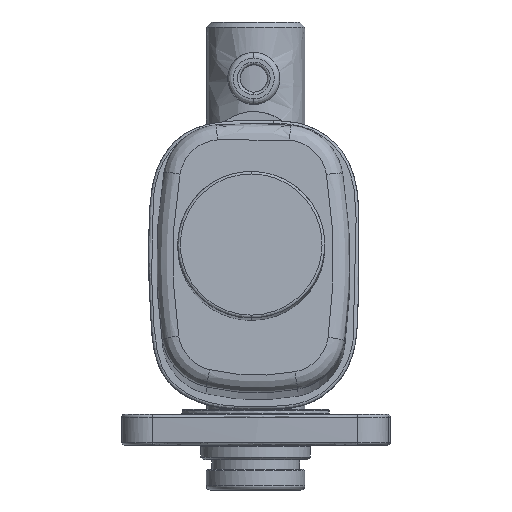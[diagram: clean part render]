
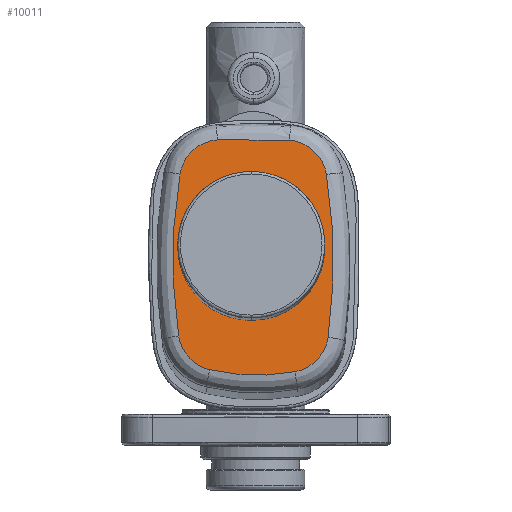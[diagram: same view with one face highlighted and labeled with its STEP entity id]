
A CAD part, front view. The second image highlights one B-rep face of the part: STEP entity #10011.
In plain terms, the highlighted free-form (B-spline) face has degree [1, 1] with [2, 2] control points.
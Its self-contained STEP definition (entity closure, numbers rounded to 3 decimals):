
#877 = VERTEX_POINT('',#878);
#878 = CARTESIAN_POINT('',(-7.786,-74.399,
    -18.021));
#884 = EDGE_CURVE('',#877,#885,#887,.T.);
#885 = VERTEX_POINT('',#886);
#886 = CARTESIAN_POINT('',(-7.786,-70.259,
    32.473));
#887 = ( BOUNDED_CURVE() B_SPLINE_CURVE(2,(#888,#889,#890,#891,#892),
.UNSPECIFIED.,.F.,.F.) B_SPLINE_CURVE_WITH_KNOTS((3,2,3),(0.,
1.571,3.142),.PIECEWISE_BEZIER_KNOTS.) CURVE() 
GEOMETRIC_REPRESENTATION_ITEM() RATIONAL_B_SPLINE_CURVE((1.,
0.707,1.,0.707,1.)) REPRESENTATION_ITEM('') );
#888 = CARTESIAN_POINT('',(-7.786,-74.399,
    -18.021));
#889 = CARTESIAN_POINT('',(-33.118,-74.315,
    -18.028));
#890 = CARTESIAN_POINT('',(-33.118,-72.245,
    7.219));
#891 = CARTESIAN_POINT('',(-33.118,-70.175,
    32.466));
#892 = CARTESIAN_POINT('',(-7.786,-70.259,
    32.473));
#10011 = ADVANCED_FACE('',(#10012,#10023),#10121,.T.);
#10012 = FACE_BOUND('',#10013,.T.);
#10013 = EDGE_LOOP('',(#10014,#10015));
#10014 = ORIENTED_EDGE('',*,*,#884,.T.);
#10015 = ORIENTED_EDGE('',*,*,#10016,.T.);
#10016 = EDGE_CURVE('',#885,#877,#10017,.T.);
#10017 = ( BOUNDED_CURVE() B_SPLINE_CURVE(2,(#10018,#10019,#10020,#10021
,#10022),.UNSPECIFIED.,.F.,.F.) B_SPLINE_CURVE_WITH_KNOTS((3,2,3),(
    3.142,4.712,6.283),
.PIECEWISE_BEZIER_KNOTS.) CURVE() GEOMETRIC_REPRESENTATION_ITEM() 
RATIONAL_B_SPLINE_CURVE((1.,0.707,1.,0.707,1.)) 
REPRESENTATION_ITEM('') );
#10018 = CARTESIAN_POINT('',(-7.786,-70.259,
    32.473));
#10019 = CARTESIAN_POINT('',(17.546,-70.342,
    32.48));
#10020 = CARTESIAN_POINT('',(17.546,-72.412,
    7.233));
#10021 = CARTESIAN_POINT('',(17.546,-74.482,
    -18.015));
#10022 = CARTESIAN_POINT('',(-7.786,-74.399,
    -18.021));
#10023 = FACE_BOUND('',#10024,.T.);
#10024 = EDGE_LOOP('',(#10025,#10035,#10054,#10062,#10079,#10087,#10098,
    #10106));
#10025 = ORIENTED_EDGE('',*,*,#10026,.T.);
#10026 = EDGE_CURVE('',#10027,#10029,#10031,.T.);
#10027 = VERTEX_POINT('',#10028);
#10028 = CARTESIAN_POINT('',(-38.826,-75.257,
    -29.743));
#10029 = VERTEX_POINT('',#10030);
#10030 = CARTESIAN_POINT('',(-25.523,-76.481,
    -44.14));
#10031 = ( BOUNDED_CURVE() B_SPLINE_CURVE(2,(#10032,#10033,#10034),
.UNSPECIFIED.,.F.,.F.) B_SPLINE_CURVE_WITH_KNOTS((3,3),(4.862,
6.051),.PIECEWISE_BEZIER_KNOTS.) CURVE() 
GEOMETRIC_REPRESENTATION_ITEM() RATIONAL_B_SPLINE_CURVE((1.,
0.828,1.)) REPRESENTATION_ITEM('') );
#10032 = CARTESIAN_POINT('',(-38.826,-75.257,
    -29.743));
#10033 = CARTESIAN_POINT('',(-37.063,-76.221,
    -41.429));
#10034 = CARTESIAN_POINT('',(-25.523,-76.481,
    -44.14));
#10035 = ORIENTED_EDGE('',*,*,#10036,.T.);
#10036 = EDGE_CURVE('',#10029,#10037,#10039,.T.);
#10037 = VERTEX_POINT('',#10038);
#10038 = CARTESIAN_POINT('',(10.699,-76.675,
    -45.036));
#10039 = B_SPLINE_CURVE_WITH_KNOTS('',3,(#10040,#10041,#10042,#10043,
    #10044,#10045,#10046,#10047,#10048,#10049,#10050,#10051,#10052,
    #10053),.UNSPECIFIED.,.F.,.F.,(4,2,2,2,2,2,4),(0.,0.008
    ,0.012,0.016,0.02,
    0.023,0.031),.UNSPECIFIED.);
#10040 = CARTESIAN_POINT('',(-25.523,-76.481,
    -44.14));
#10041 = CARTESIAN_POINT('',(-22.558,-76.548,
    -44.837));
#10042 = CARTESIAN_POINT('',(-19.567,-76.603,
    -45.385));
#10043 = CARTESIAN_POINT('',(-15.04,-76.667,
    -45.976));
#10044 = CARTESIAN_POINT('',(-13.523,-76.684,
    -46.133));
#10045 = CARTESIAN_POINT('',(-10.491,-76.714,
    -46.369));
#10046 = CARTESIAN_POINT('',(-8.972,-76.725,
    -46.446));
#10047 = CARTESIAN_POINT('',(-5.931,-76.741,
    -46.522));
#10048 = CARTESIAN_POINT('',(-4.407,-76.746,
    -46.519));
#10049 = CARTESIAN_POINT('',(-1.365,-76.749,
    -46.434));
#10050 = CARTESIAN_POINT('',(0.152,-76.748,
    -46.351));
#10051 = CARTESIAN_POINT('',(4.692,-76.733,
    -45.986));
#10052 = CARTESIAN_POINT('',(7.703,-76.71,
    -45.587));
#10053 = CARTESIAN_POINT('',(10.699,-76.675,
    -45.036));
#10054 = ORIENTED_EDGE('',*,*,#10055,.T.);
#10055 = EDGE_CURVE('',#10037,#10056,#10058,.T.);
#10056 = VERTEX_POINT('',#10057);
#10057 = CARTESIAN_POINT('',(24.877,-75.514,
    -30.306));
#10058 = ( BOUNDED_CURVE() B_SPLINE_CURVE(2,(#10059,#10060,#10061),
.UNSPECIFIED.,.F.,.F.) B_SPLINE_CURVE_WITH_KNOTS((3,3),(0.182,
1.43),.PIECEWISE_BEZIER_KNOTS.) CURVE() 
GEOMETRIC_REPRESENTATION_ITEM() RATIONAL_B_SPLINE_CURVE((1.,
0.812,1.)) REPRESENTATION_ITEM('') );
#10059 = CARTESIAN_POINT('',(10.699,-76.675,
    -45.036));
#10060 = CARTESIAN_POINT('',(23.108,-76.529,
    -42.757));
#10061 = CARTESIAN_POINT('',(24.877,-75.514,
    -30.306));
#10062 = ORIENTED_EDGE('',*,*,#10063,.T.);
#10063 = EDGE_CURVE('',#10056,#10064,#10066,.T.);
#10064 = VERTEX_POINT('',#10065);
#10065 = CARTESIAN_POINT('',(24.193,-69.825,
    39.05));
#10066 = B_SPLINE_CURVE_WITH_KNOTS('',3,(#10067,#10068,#10069,#10070,
    #10071,#10072,#10073,#10074,#10075,#10076,#10077,#10078),
  .UNSPECIFIED.,.F.,.F.,(4,2,2,2,2,4),(0.,0.015,
    0.03,0.037,0.045,
    0.06),.UNSPECIFIED.);
#10067 = CARTESIAN_POINT('',(24.877,-75.514,
    -30.306));
#10068 = CARTESIAN_POINT('',(25.694,-75.045,
    -24.555));
#10069 = CARTESIAN_POINT('',(26.295,-74.574,
    -18.783));
#10070 = CARTESIAN_POINT('',(27.057,-73.626,
    -7.195));
#10071 = CARTESIAN_POINT('',(27.217,-73.151,
    -1.391));
#10072 = CARTESIAN_POINT('',(27.126,-72.437,
    7.316));
#10073 = CARTESIAN_POINT('',(27.041,-72.199,
    10.22));
#10074 = CARTESIAN_POINT('',(26.761,-71.723,
    16.012));
#10075 = CARTESIAN_POINT('',(26.567,-71.485,
    18.903));
#10076 = CARTESIAN_POINT('',(25.823,-70.773,
    27.563));
#10077 = CARTESIAN_POINT('',(25.113,-70.299,
    33.316));
#10078 = CARTESIAN_POINT('',(24.193,-69.825,
    39.05));
#10079 = ORIENTED_EDGE('',*,*,#10080,.T.);
#10080 = EDGE_CURVE('',#10064,#10081,#10083,.T.);
#10081 = VERTEX_POINT('',#10082);
#10082 = CARTESIAN_POINT('',(8.414,-68.573,
    53.688));
#10083 = ( BOUNDED_CURVE() B_SPLINE_CURVE(2,(#10084,#10085,#10086),
.UNSPECIFIED.,.F.,.F.) B_SPLINE_CURVE_WITH_KNOTS((3,3),(1.729,
3.055),.PIECEWISE_BEZIER_KNOTS.) CURVE() 
GEOMETRIC_REPRESENTATION_ITEM() RATIONAL_B_SPLINE_CURVE((1.,
0.788,1.)) REPRESENTATION_ITEM('') );
#10084 = CARTESIAN_POINT('',(24.193,-69.825,
    39.05));
#10085 = CARTESIAN_POINT('',(22.036,-68.715,
    52.507));
#10086 = CARTESIAN_POINT('',(8.414,-68.573,
    53.688));
#10087 = ORIENTED_EDGE('',*,*,#10088,.T.);
#10088 = EDGE_CURVE('',#10081,#10089,#10091,.T.);
#10089 = VERTEX_POINT('',#10090);
#10090 = CARTESIAN_POINT('',(-22.256,-68.457,
    53.856));
#10091 = B_SPLINE_CURVE_WITH_KNOTS('',3,(#10092,#10093,#10094,#10095,
    #10096,#10097),.UNSPECIFIED.,.F.,.F.,(4,2,4),(0.,0.013,
    0.026),.UNSPECIFIED.);
#10092 = CARTESIAN_POINT('',(8.414,-68.573,
    53.688));
#10093 = CARTESIAN_POINT('',(3.314,-68.52,
    54.131));
#10094 = CARTESIAN_POINT('',(-1.801,-68.483,
    54.367));
#10095 = CARTESIAN_POINT('',(-12.037,-68.445,
    54.423));
#10096 = CARTESIAN_POINT('',(-17.151,-68.443,
    54.242));
#10097 = CARTESIAN_POINT('',(-22.256,-68.457,
    53.856));
#10098 = ORIENTED_EDGE('',*,*,#10099,.T.);
#10099 = EDGE_CURVE('',#10089,#10100,#10102,.T.);
#10100 = VERTEX_POINT('',#10101);
#10101 = CARTESIAN_POINT('',(-38.219,-69.598,
    39.295));
#10102 = ( BOUNDED_CURVE() B_SPLINE_CURVE(2,(#10103,#10104,#10105),
.UNSPECIFIED.,.F.,.F.) B_SPLINE_CURVE_WITH_KNOTS((3,3),(3.217,
4.548),.PIECEWISE_BEZIER_KNOTS.) CURVE() 
GEOMETRIC_REPRESENTATION_ITEM() RATIONAL_B_SPLINE_CURVE((1.,
0.787,1.)) REPRESENTATION_ITEM('') );
#10103 = CARTESIAN_POINT('',(-22.256,-68.457,
    53.856));
#10104 = CARTESIAN_POINT('',(-35.969,-68.497,
    52.817));
#10105 = CARTESIAN_POINT('',(-38.219,-69.598,
    39.295));
#10106 = ORIENTED_EDGE('',*,*,#10107,.T.);
#10107 = EDGE_CURVE('',#10100,#10027,#10108,.T.);
#10108 = B_SPLINE_CURVE_WITH_KNOTS('',3,(#10109,#10110,#10111,#10112,
    #10113,#10114,#10115,#10116,#10117,#10118,#10119,#10120),
  .UNSPECIFIED.,.F.,.F.,(4,2,2,2,2,4),(0.,0.015,
    0.03,0.037,0.045,
    0.06),.UNSPECIFIED.);
#10109 = CARTESIAN_POINT('',(-38.219,-69.598,
    39.295));
#10110 = CARTESIAN_POINT('',(-39.168,-70.063,
    33.589));
#10111 = CARTESIAN_POINT('',(-39.902,-70.531,
    27.856));
#10112 = CARTESIAN_POINT('',(-40.922,-71.472,
    16.336));
#10113 = CARTESIAN_POINT('',(-41.206,-71.944,
    10.561));
#10114 = CARTESIAN_POINT('',(-41.287,-72.655,
    1.89));
#10115 = CARTESIAN_POINT('',(-41.256,-72.892,
    -1.002));
#10116 = CARTESIAN_POINT('',(-41.079,-73.366,
    -6.774));
#10117 = CARTESIAN_POINT('',(-40.934,-73.603,
    -9.656));
#10118 = CARTESIAN_POINT('',(-40.324,-74.313,
    -18.287));
#10119 = CARTESIAN_POINT('',(-39.688,-74.785,
    -24.024));
#10120 = CARTESIAN_POINT('',(-38.826,-75.257,
    -29.743));
#10121 = B_SPLINE_SURFACE_WITH_KNOTS('',1,1,(
    (#10122,#10123)
    ,(#10124,#10125
    )),.UNSPECIFIED.,.F.,.F.,.F.,(2,2),(2,2),(-92.671,
    -5.965),(-28.817,29.827),
  .PIECEWISE_BEZIER_KNOTS.);
#10122 = CARTESIAN_POINT('',(-41.287,-68.348,
    54.415));
#10123 = CARTESIAN_POINT('',(27.217,-68.574,
    54.433));
#10124 = CARTESIAN_POINT('',(-41.287,-76.625,
    -46.531));
#10125 = CARTESIAN_POINT('',(27.217,-76.851,
    -46.513));
